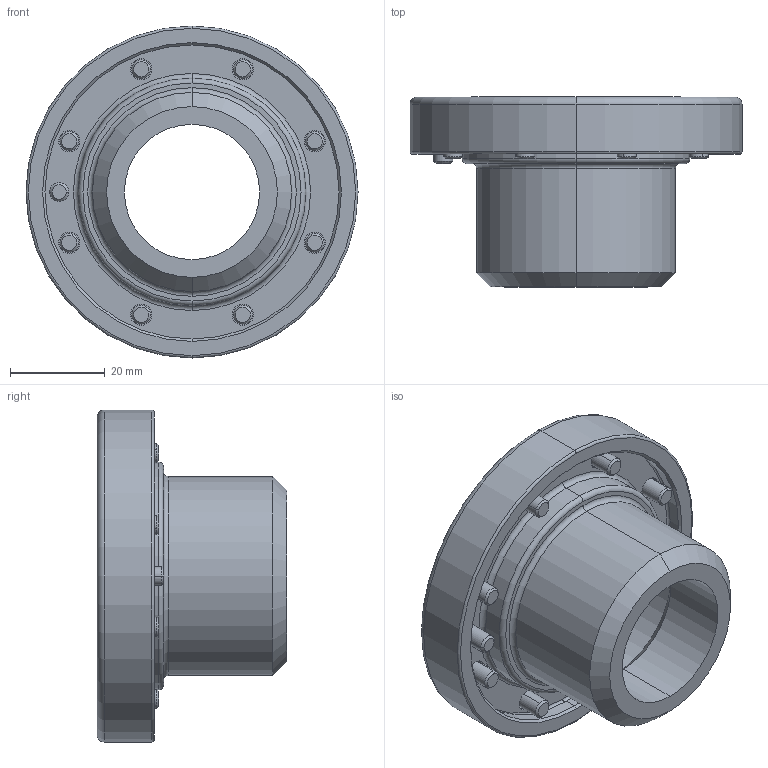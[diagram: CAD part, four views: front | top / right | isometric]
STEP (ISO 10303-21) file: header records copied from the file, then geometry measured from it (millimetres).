
FILE_DESCRIPTION (( 'STEP AP203' ), '1' );
FILE_NAME ('P2208.STEP', '2020-01-16T08:42:12', ( 'admin' ), ( '' ), 'SwSTEP 2.0', 'SolidWorks 2017', '' );
FILE_SCHEMA (( 'CONFIG_CONTROL_DESIGN' ));
Length unit declared in the file: millimetre
Products named in the file (1): P2208
Bounding box: 70 x 40 x 70 mm (x, y, z)
Volume: 46149.2 mm3; surface area: 21959.4 mm2
Topology: 10 solids, 10 shells, 273 faces, 609 edges, 378 vertices
Faces by surface type: cylinder 105, plane 96, cone 42, torus 30
Entity records: 7653 total; most frequent: DIRECTION 1440, CARTESIAN_POINT 1281, ORIENTED_EDGE 1198, EDGE_CURVE 599, AXIS2_PLACEMENT_3D 577, VERTEX_POINT 378, EDGE_LOOP 325, CIRCLE 303
